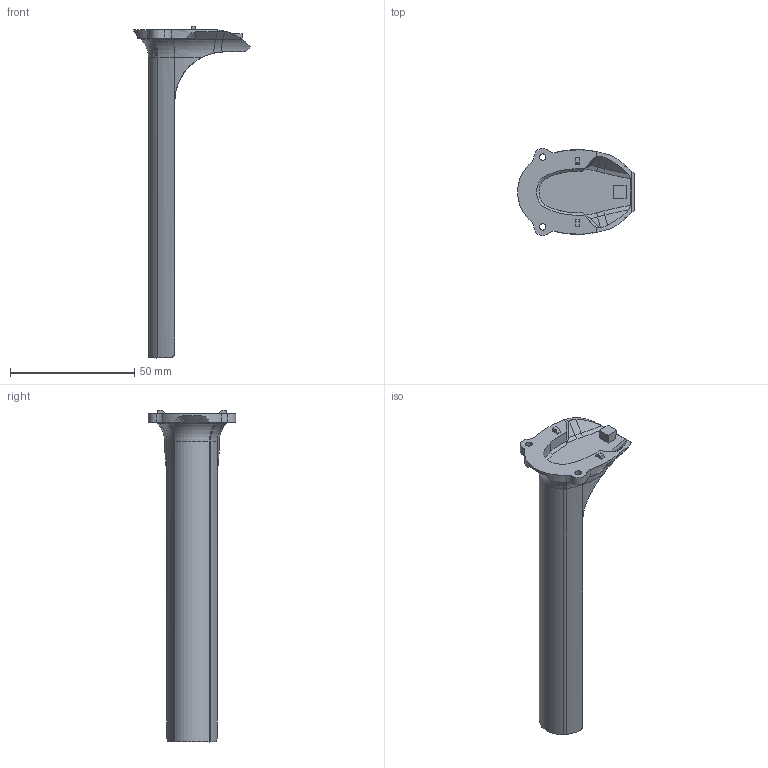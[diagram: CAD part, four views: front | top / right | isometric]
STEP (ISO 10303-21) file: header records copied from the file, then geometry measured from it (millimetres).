
FILE_DESCRIPTION(/* description */ ('STEP AP242','CAx-IF Rec.Pracs.---Representation and Presentation of Product Manufacturing Information (PMI)---4.0---2014-10-13','CAx-IF Rec.Pracs.---3D Tessellated Geometry---0.4---2014-09-14','2;1'),/* implementation_level */ '2;1');
FILE_NAME(/* name */ '68b877c40ea8060de113ba58',/* time_stamp */ '2025-09-03T17:15:49Z',/* author */ (''),/* organization */ (''),/* preprocessor_version */ 'ST-DEVELOPER v20',/* originating_system */ 'ONSHAPE BY PTC INC, 1.203',/* authorisation */ ' ');
FILE_SCHEMA (('AP242_MANAGED_MODEL_BASED_3D_ENGINEERING_MIM_LF { 1 0 10303 442 1 1 4 }'));
Length unit declared in the file: metre
Products named in the file (1): skid
Bounding box: 46.95 x 34.98 x 133.4 mm (x, y, z)
Volume: 18755.1 mm3; surface area: 11366.8 mm2
Topology: 1 solids, 1 shells, 168 faces, 442 edges, 277 vertices
Faces by surface type: cylinder 45, plane 42, bspline 36, cone 26, torus 19
Full cylindrical faces by diameter (mm): 2.6 x2
Entity records: 6273 total; most frequent: CARTESIAN_POINT 2423, ORIENTED_EDGE 872, DIRECTION 713, EDGE_CURVE 436, AXIS2_PLACEMENT_3D 283, VERTEX_POINT 277, EDGE_LOOP 179, FACE_BOUND 179
